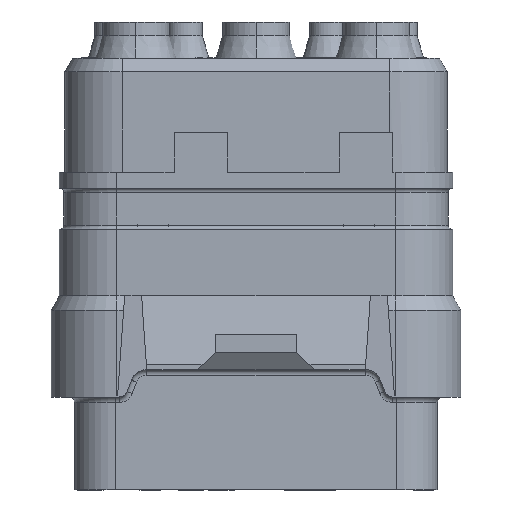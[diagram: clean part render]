
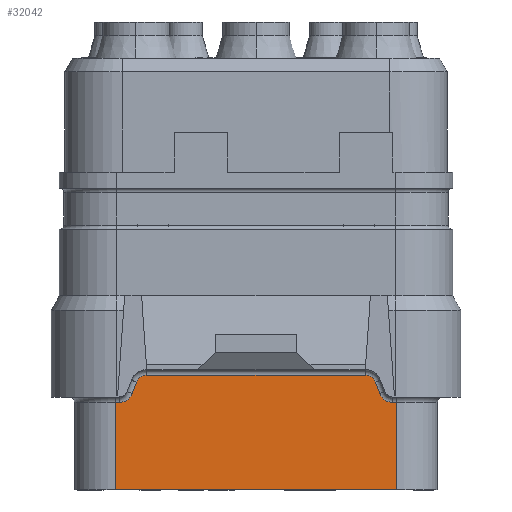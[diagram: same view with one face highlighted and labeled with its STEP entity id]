
A CAD part, front view. The second image highlights one B-rep face of the part: STEP entity #32042.
In plain terms, the highlighted planar face has unit normal (0, -1, 0).
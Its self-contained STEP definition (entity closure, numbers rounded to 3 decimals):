
#3409=DIRECTION('',(-1.,0.,0.));
#3410=VECTOR('',#3409,10.3);
#3411=CARTESIAN_POINT('',(5.15,-5.775,-11.63));
#3412=LINE('',#3411,#3410);
#4820=DIRECTION('',(0.,0.,-1.));
#4821=VECTOR('',#4820,3.2);
#4822=CARTESIAN_POINT('',(-5.15,-5.775,-8.43));
#4823=LINE('',#4822,#4821);
#5851=DIRECTION('',(-1.,0.,0.));
#5852=VECTOR('',#5851,0.15);
#5853=CARTESIAN_POINT('',(5.15,-5.775,-8.43));
#5854=LINE('',#5853,#5852);
#5855=DIRECTION('',(0.,0.,-1.));
#5856=VECTOR('',#5855,3.2);
#5857=CARTESIAN_POINT('',(5.15,-5.775,-8.43));
#5858=LINE('',#5857,#5856);
#5859=DIRECTION('',(-1.,0.,0.));
#5860=VECTOR('',#5859,0.15);
#5861=CARTESIAN_POINT('',(-5.,-5.775,-8.43));
#5862=LINE('',#5861,#5860);
#5863=CARTESIAN_POINT('',(-5.,-5.775,-7.93));
#5864=DIRECTION('',(0.,1.,0.));
#5865=DIRECTION('',(0.935,0.,-0.354));
#5866=AXIS2_PLACEMENT_3D('',#5863,#5864,#5865);
#5868=DIRECTION('',(-0.354,0.,-0.935));
#5869=VECTOR('',#5868,0.447);
#5870=CARTESIAN_POINT('',(-4.374,-5.775,-7.689));
#5871=LINE('',#5870,#5869);
#5872=CARTESIAN_POINT('',(-4.,-5.775,-7.83));
#5873=DIRECTION('',(0.,-1.,0.));
#5874=DIRECTION('',(0.,0.,1.));
#5875=AXIS2_PLACEMENT_3D('',#5872,#5873,#5874);
#5877=DIRECTION('',(-1.,0.,0.));
#5878=VECTOR('',#5877,8.);
#5879=CARTESIAN_POINT('',(4.,-5.775,-7.43));
#5880=LINE('',#5879,#5878);
#5881=CARTESIAN_POINT('',(4.,-5.775,-7.83));
#5882=DIRECTION('',(0.,-1.,0.));
#5883=DIRECTION('',(0.935,0.,0.354));
#5884=AXIS2_PLACEMENT_3D('',#5881,#5882,#5883);
#5886=DIRECTION('',(-0.354,0.,0.935));
#5887=VECTOR('',#5886,0.447);
#5888=CARTESIAN_POINT('',(4.532,-5.775,-8.107));
#5889=LINE('',#5888,#5887);
#5890=CARTESIAN_POINT('',(5.,-5.775,-7.93));
#5891=DIRECTION('',(0.,1.,0.));
#5892=DIRECTION('',(0.,0.,-1.));
#5893=AXIS2_PLACEMENT_3D('',#5890,#5891,#5892);
#20920=CARTESIAN_POINT('',(-5.15,-5.775,-11.63));
#20922=VERTEX_POINT('',#20920);
#20934=CARTESIAN_POINT('',(5.15,-5.775,-11.63));
#20935=VERTEX_POINT('',#20934);
#22368=CARTESIAN_POINT('',(5.15,-5.775,-8.43));
#22369=VERTEX_POINT('',#22368);
#22372=CARTESIAN_POINT('',(5.,-5.775,-8.43));
#22373=VERTEX_POINT('',#22372);
#22376=CARTESIAN_POINT('',(4.532,-5.775,-8.107));
#22377=VERTEX_POINT('',#22376);
#22380=CARTESIAN_POINT('',(4.374,-5.775,-7.689));
#22381=VERTEX_POINT('',#22380);
#22382=CARTESIAN_POINT('',(4.,-5.775,-7.43));
#22383=VERTEX_POINT('',#22382);
#22384=CARTESIAN_POINT('',(-4.,-5.775,-7.43));
#22385=VERTEX_POINT('',#22384);
#22386=CARTESIAN_POINT('',(-4.374,-5.775,-7.689));
#22387=VERTEX_POINT('',#22386);
#22392=CARTESIAN_POINT('',(-4.532,-5.775,-8.107));
#22393=VERTEX_POINT('',#22392);
#22396=CARTESIAN_POINT('',(-5.,-5.775,-8.43));
#22397=VERTEX_POINT('',#22396);
#22400=CARTESIAN_POINT('',(-5.15,-5.775,-8.43));
#22401=VERTEX_POINT('',#22400);
#32017=CARTESIAN_POINT('',(5.15,-5.775,-8.23));
#32018=DIRECTION('',(0.,-1.,0.));
#32019=DIRECTION('',(-1.,0.,0.));
#32020=AXIS2_PLACEMENT_3D('',#32017,#32018,#32019);
#32021=PLANE('',#32020);
#32022=ORIENTED_EDGE('',*,*,#31958,.F.);
#32023=ORIENTED_EDGE('',*,*,#32012,.T.);
#32024=ORIENTED_EDGE('',*,*,#29848,.T.);
#32025=ORIENTED_EDGE('',*,*,#30595,.F.);
#32027=ORIENTED_EDGE('',*,*,#32026,.F.);
#32029=ORIENTED_EDGE('',*,*,#32028,.F.);
#32031=ORIENTED_EDGE('',*,*,#32030,.F.);
#32033=ORIENTED_EDGE('',*,*,#32032,.F.);
#32035=ORIENTED_EDGE('',*,*,#32034,.F.);
#32037=ORIENTED_EDGE('',*,*,#32036,.F.);
#32038=ORIENTED_EDGE('',*,*,#31916,.F.);
#32039=ORIENTED_EDGE('',*,*,#31932,.F.);
#32040=EDGE_LOOP('',(#32022,#32023,#32024,#32025,#32027,#32029,#32031,#32033,
#32035,#32037,#32038,#32039));
#32041=FACE_OUTER_BOUND('',#32040,.F.);
#32042=ADVANCED_FACE('',(#32041),#32021,.T.);
#5867=CIRCLE('',#5866,0.5);
#5876=CIRCLE('',#5875,0.4);
#5885=CIRCLE('',#5884,0.4);
#5894=CIRCLE('',#5893,0.5);
#29848=EDGE_CURVE('',#20935,#20922,#3412,.T.);
#30595=EDGE_CURVE('',#22401,#20922,#4823,.T.);
#31916=EDGE_CURVE('',#22377,#22381,#5889,.T.);
#31932=EDGE_CURVE('',#22373,#22377,#5894,.T.);
#31958=EDGE_CURVE('',#22369,#22373,#5854,.T.);
#32012=EDGE_CURVE('',#22369,#20935,#5858,.T.);
#32026=EDGE_CURVE('',#22397,#22401,#5862,.T.);
#32028=EDGE_CURVE('',#22393,#22397,#5867,.T.);
#32030=EDGE_CURVE('',#22387,#22393,#5871,.T.);
#32032=EDGE_CURVE('',#22385,#22387,#5876,.T.);
#32034=EDGE_CURVE('',#22383,#22385,#5880,.T.);
#32036=EDGE_CURVE('',#22381,#22383,#5885,.T.);
